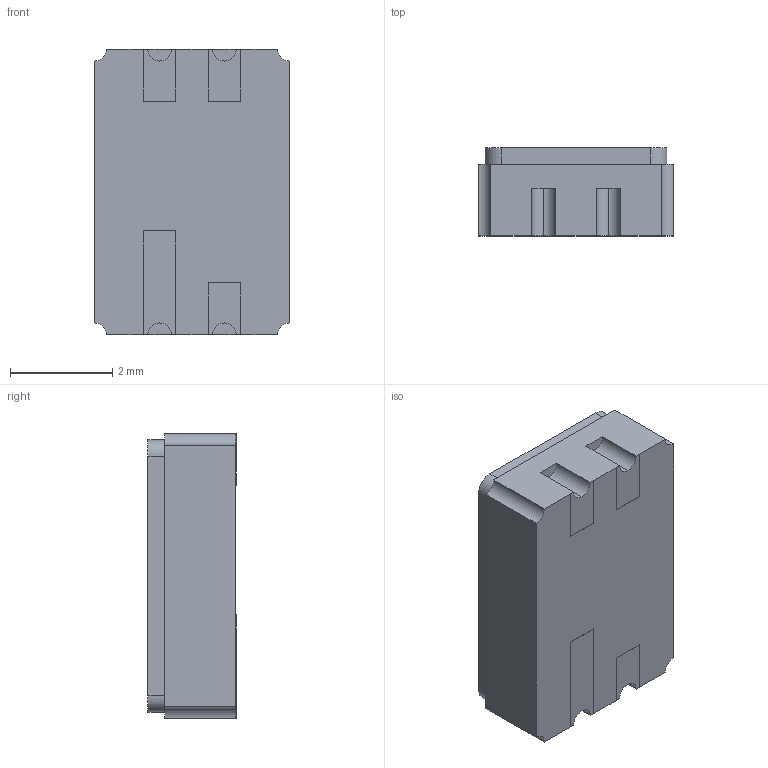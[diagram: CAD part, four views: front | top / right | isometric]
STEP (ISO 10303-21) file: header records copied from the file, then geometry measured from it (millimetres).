
FILE_DESCRIPTION (( 'STEP AP214' ), '1' );
FILE_NAME ('HCC1002.STEP', '2019-11-01T15:16:46', ( '' ), ( '' ), 'SwSTEP 2.0', 'SolidWorks 2018', '' );
FILE_SCHEMA (( 'AUTOMOTIVE_DESIGN' ));
Length unit declared in the file: inch
Products named in the file (1): HCC1002
Bounding box: 3.81 x 1.73 x 5.59 mm (x, y, z)
Volume: 35.4 mm3; surface area: 74.6 mm2
Topology: 1 solids, 1 shells, 45 faces, 126 edges, 84 vertices
Faces by surface type: plane 31, cylinder 14
Entity records: 2073 total; most frequent: CARTESIAN_POINT 256, ORIENTED_EDGE 252, DIRECTION 246, EDGE_CURVE 126, LINE 98, VECTOR 98, VERTEX_POINT 84, AXIS2_PLACEMENT_3D 74
